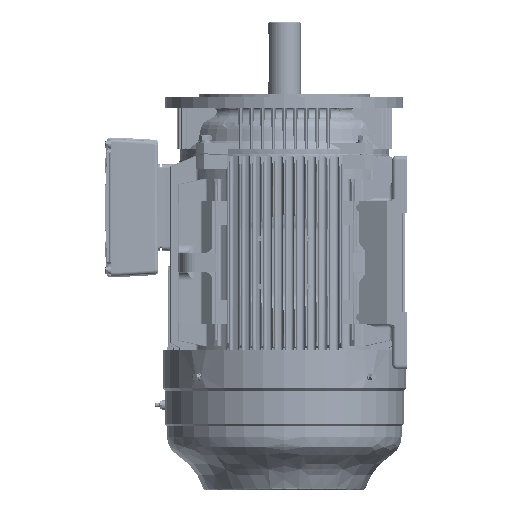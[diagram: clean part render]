
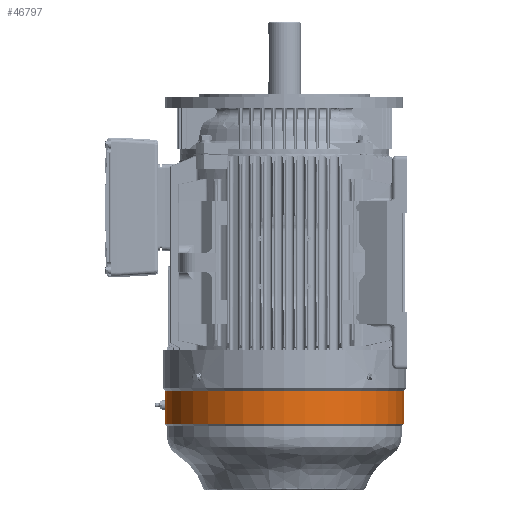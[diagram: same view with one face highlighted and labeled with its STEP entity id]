
A CAD part, left-side view. The second image highlights one B-rep face of the part: STEP entity #46797.
In plain terms, the highlighted cylindrical face has radius 174.5 mm (diameter 349 mm), a partial arc.
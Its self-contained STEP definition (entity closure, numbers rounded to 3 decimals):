
#24891 = VECTOR ( 'NONE', #86257, 1000. ) ;
#24895 = VECTOR ( 'NONE', #86269, 1000. ) ;
#24898 = VECTOR ( 'NONE', #86375, 1000. ) ;
#38303 = VERTEX_POINT ( 'NONE', #97017 ) ;
#38304 = VERTEX_POINT ( 'NONE', #97020 ) ;
#38328 = VERTEX_POINT ( 'NONE', #97050 ) ;
#38330 = VERTEX_POINT ( 'NONE', #97053 ) ;
#38331 = VERTEX_POINT ( 'NONE', #97055 ) ;
#38334 = VERTEX_POINT ( 'NONE', #97060 ) ;
#38352 = VERTEX_POINT ( 'NONE', #97085 ) ;
#45359 = B_SPLINE_CURVE_WITH_KNOTS ( 'NONE', 3,
 ( #86592, #86600, #86602, #86604, #86606, #86608, #86610, #86612, #86614, #86616, #86618, #86620, #86622, #86624, #86626, #86628, #86630, #86632, #86634, #86636, #86638, #86640, #86642, #86644, #86646 ),
 .UNSPECIFIED., .F., .F.,
 ( 4, 2, 2, 2, 2, 2, 2, 2, 2, 1, 2, 2, 4 ),
 ( 0., 0.002, 0.003, 0.004, 0.006, 0.007, 0.008, 0.01, 0.011, 0.012, 0.013, 0.014, 0.016 ),
 .UNSPECIFIED. ) ;
#46508 = B_SPLINE_CURVE_WITH_KNOTS ( 'NONE', 3,
 ( #260039, #260040, #260041, #260042, #260043, #260044, #260045, #260046, #260047, #260048, #260049, #260050, #260051, #260052, #260053, #260054, #260055, #260056, #260057, #260058, #260059, #260060, #260061, #260062, #260063 ),
 .UNSPECIFIED., .F., .F.,
 ( 4, 2, 2, 2, 2, 2, 2, 2, 2, 1, 2, 2, 4 ),
 ( 0.016, 0.018, 0.019, 0.02, 0.021, 0.022, 0.023, 0.025, 0.026, 0.027, 0.028, 0.029, 0.031 ),
 .UNSPECIFIED. ) ;
#46797 = ADVANCED_FACE ( 'NONE', ( #207700 ), #207718, .T. ) ;
#59597 = EDGE_CURVE ( 'NONE', #38330, #38328, #299447, .T. ) ;
#59599 = EDGE_CURVE ( 'NONE', #38352, #38331, #46508, .T. ) ;
#59636 = EDGE_CURVE ( 'NONE', #38304, #38303, #299460, .T. ) ;
#66009 = ORIENTED_EDGE ( 'NONE', *, *, #191449, .T. ) ;
#66010 = ORIENTED_EDGE ( 'NONE', *, *, #191438, .F. ) ;
#66011 = ORIENTED_EDGE ( 'NONE', *, *, #59636, .F. ) ;
#66012 = ORIENTED_EDGE ( 'NONE', *, *, #59599, .T. ) ;
#66013 = ORIENTED_EDGE ( 'NONE', *, *, #191481, .T. ) ;
#66014 = ORIENTED_EDGE ( 'NONE', *, *, #191442, .T. ) ;
#66015 = ORIENTED_EDGE ( 'NONE', *, *, #59597, .T. ) ;
#86253 = LINE ( 'NONE', #86255, #24891 ) ;
#86255 = CARTESIAN_POINT ( 'NONE',  ( 0., -174.5, -136.25 ) ) ;
#86257 = DIRECTION ( 'NONE',  ( 0., 0., -1. ) ) ;
#86265 = LINE ( 'NONE', #86267, #24895 ) ;
#86267 = CARTESIAN_POINT ( 'NONE',  ( 0., 174.5, -136.25 ) ) ;
#86269 = DIRECTION ( 'NONE',  ( 0., 0., -1. ) ) ;
#86371 = LINE ( 'NONE', #86373, #24898 ) ;
#86373 = CARTESIAN_POINT ( 'NONE',  ( 0., 174.5, -136.25 ) ) ;
#86375 = DIRECTION ( 'NONE',  ( 0., 0., -1. ) ) ;
#86592 = CARTESIAN_POINT ( 'NONE',  ( 0., 174.5, -217.5 ) ) ;
#86600 = CARTESIAN_POINT ( 'NONE',  ( -0.66, 174.5, -217.5 ) ) ;
#86602 = CARTESIAN_POINT ( 'NONE',  ( -1.31, 174.496, -217.565 ) ) ;
#86604 = CARTESIAN_POINT ( 'NONE',  ( -2.268, 174.486, -217.755 ) ) ;
#86606 = CARTESIAN_POINT ( 'NONE',  ( -2.585, 174.481, -217.834 ) ) ;
#86608 = CARTESIAN_POINT ( 'NONE',  ( -3.213, 174.471, -218.024 ) ) ;
#86610 = CARTESIAN_POINT ( 'NONE',  ( -3.525, 174.465, -218.136 ) ) ;
#86612 = CARTESIAN_POINT ( 'NONE',  ( -4.432, 174.445, -218.512 ) ) ;
#86614 = CARTESIAN_POINT ( 'NONE',  ( -5.007, 174.429, -218.819 ) ) ;
#86616 = CARTESIAN_POINT ( 'NONE',  ( -5.821, 174.403, -219.363 ) ) ;
#86618 = CARTESIAN_POINT ( 'NONE',  ( -6.086, 174.394, -219.559 ) ) ;
#86620 = CARTESIAN_POINT ( 'NONE',  ( -6.596, 174.375, -219.976 ) ) ;
#86622 = CARTESIAN_POINT ( 'NONE',  ( -6.838, 174.366, -220.196 ) ) ;
#86624 = CARTESIAN_POINT ( 'NONE',  ( -7.53, 174.338, -220.887 ) ) ;
#86626 = CARTESIAN_POINT ( 'NONE',  ( -7.944, 174.319, -221.39 ) ) ;
#86628 = CARTESIAN_POINT ( 'NONE',  ( -8.492, 174.293, -222.209 ) ) ;
#86630 = CARTESIAN_POINT ( 'NONE',  ( -8.662, 174.285, -222.493 ) ) ;
#86632 = CARTESIAN_POINT ( 'NONE',  ( -8.971, 174.269, -223.069 ) ) ;
#86634 = CARTESIAN_POINT ( 'NONE',  ( -9.25, 174.255, -223.658 ) ) ;
#86636 = CARTESIAN_POINT ( 'NONE',  ( -9.47, 174.243, -224.272 ) ) ;
#86638 = CARTESIAN_POINT ( 'NONE',  ( -9.661, 174.232, -224.897 ) ) ;
#86640 = CARTESIAN_POINT ( 'NONE',  ( -9.742, 174.228, -225.217 ) ) ;
#86642 = CARTESIAN_POINT ( 'NONE',  ( -9.935, 174.217, -226.186 ) ) ;
#86644 = CARTESIAN_POINT ( 'NONE',  ( -10., 174.213, -226.84 ) ) ;
#86646 = CARTESIAN_POINT ( 'NONE',  ( -10., 174.213, -227.5 ) ) ;
#97017 = CARTESIAN_POINT ( 'NONE',  ( 0., -174.5, -206.121 ) ) ;
#97020 = CARTESIAN_POINT ( 'NONE',  ( 0., 174.5, -206.121 ) ) ;
#97050 = CARTESIAN_POINT ( 'NONE',  ( 0., -174.5, -255.121 ) ) ;
#97053 = CARTESIAN_POINT ( 'NONE',  ( 0., 174.5, -255.121 ) ) ;
#97055 = CARTESIAN_POINT ( 'NONE',  ( 0., 174.5, -237.5 ) ) ;
#97060 = CARTESIAN_POINT ( 'NONE',  ( 0., 174.5, -217.5 ) ) ;
#97085 = CARTESIAN_POINT ( 'NONE',  ( -10., 174.213, -227.5 ) ) ;
#97191 = EDGE_LOOP ( 'NONE', ( #66010, #66011, #66009, #66013, #66012, #66014, #66015 ) ) ;
#191438 = EDGE_CURVE ( 'NONE', #38303, #38328, #86253, .T. ) ;
#191442 = EDGE_CURVE ( 'NONE', #38331, #38330, #86265, .T. ) ;
#191449 = EDGE_CURVE ( 'NONE', #38304, #38334, #86371, .T. ) ;
#191481 = EDGE_CURVE ( 'NONE', #38334, #38352, #45359, .T. ) ;
#206737 = CARTESIAN_POINT ( 'NONE',  ( 0., 0., -136.25 ) ) ;
#206740 = DIRECTION ( 'NONE',  ( 0., 0., -1. ) ) ;
#206743 = DIRECTION ( 'NONE',  ( 0., 1., 0. ) ) ;
#207700 = FACE_OUTER_BOUND ( 'NONE', #97191, .T. ) ;
#207715 = AXIS2_PLACEMENT_3D ( 'NONE', #206737, #206740, #206743 ) ;
#207718 = CYLINDRICAL_SURFACE ( 'NONE', #207715, 174.5 ) ;
#260036 = CARTESIAN_POINT ( 'NONE',  ( 0., 0., -255.121 ) ) ;
#260037 = DIRECTION ( 'NONE',  ( 0., 0., 1. ) ) ;
#260038 = DIRECTION ( 'NONE',  ( 0., 1., 0. ) ) ;
#260039 = CARTESIAN_POINT ( 'NONE',  ( -10., 174.213, -227.5 ) ) ;
#260040 = CARTESIAN_POINT ( 'NONE',  ( -10., 174.213, -228.16 ) ) ;
#260041 = CARTESIAN_POINT ( 'NONE',  ( -9.935, 174.217, -228.81 ) ) ;
#260042 = CARTESIAN_POINT ( 'NONE',  ( -9.745, 174.228, -229.768 ) ) ;
#260043 = CARTESIAN_POINT ( 'NONE',  ( -9.666, 174.232, -230.085 ) ) ;
#260044 = CARTESIAN_POINT ( 'NONE',  ( -9.476, 174.243, -230.713 ) ) ;
#260045 = CARTESIAN_POINT ( 'NONE',  ( -9.364, 174.249, -231.025 ) ) ;
#260046 = CARTESIAN_POINT ( 'NONE',  ( -8.988, 174.269, -231.932 ) ) ;
#260047 = CARTESIAN_POINT ( 'NONE',  ( -8.681, 174.284, -232.507 ) ) ;
#260048 = CARTESIAN_POINT ( 'NONE',  ( -8.137, 174.31, -233.321 ) ) ;
#260049 = CARTESIAN_POINT ( 'NONE',  ( -7.941, 174.319, -233.586 ) ) ;
#260050 = CARTESIAN_POINT ( 'NONE',  ( -7.524, 174.338, -234.096 ) ) ;
#260051 = CARTESIAN_POINT ( 'NONE',  ( -7.304, 174.347, -234.338 ) ) ;
#260052 = CARTESIAN_POINT ( 'NONE',  ( -6.613, 174.375, -235.03 ) ) ;
#260053 = CARTESIAN_POINT ( 'NONE',  ( -6.11, 174.394, -235.444 ) ) ;
#260054 = CARTESIAN_POINT ( 'NONE',  ( -5.291, 174.42, -235.992 ) ) ;
#260055 = CARTESIAN_POINT ( 'NONE',  ( -5.007, 174.428, -236.162 ) ) ;
#260056 = CARTESIAN_POINT ( 'NONE',  ( -4.431, 174.444, -236.471 ) ) ;
#260057 = CARTESIAN_POINT ( 'NONE',  ( -3.842, 174.458, -236.75 ) ) ;
#260058 = CARTESIAN_POINT ( 'NONE',  ( -3.228, 174.47, -236.97 ) ) ;
#260059 = CARTESIAN_POINT ( 'NONE',  ( -2.603, 174.481, -237.161 ) ) ;
#260060 = CARTESIAN_POINT ( 'NONE',  ( -2.283, 174.485, -237.242 ) ) ;
#260061 = CARTESIAN_POINT ( 'NONE',  ( -1.314, 174.496, -237.435 ) ) ;
#260062 = CARTESIAN_POINT ( 'NONE',  ( -0.66, 174.5, -237.5 ) ) ;
#260063 = CARTESIAN_POINT ( 'NONE',  ( 0., 174.5, -237.5 ) ) ;
#260222 = AXIS2_PLACEMENT_3D ( 'NONE', #260036, #260037, #260038 ) ;
#260235 = AXIS2_PLACEMENT_3D ( 'NONE', #265442, #265445, #265448 ) ;
#265442 = CARTESIAN_POINT ( 'NONE',  ( 0., 0., -206.121 ) ) ;
#265445 = DIRECTION ( 'NONE',  ( 0., 0., 1. ) ) ;
#265448 = DIRECTION ( 'NONE',  ( 0., 1., 0. ) ) ;
#299447 = CIRCLE ( 'NONE', #260222, 174.5 ) ;
#299460 = CIRCLE ( 'NONE', #260235, 174.5 ) ;
